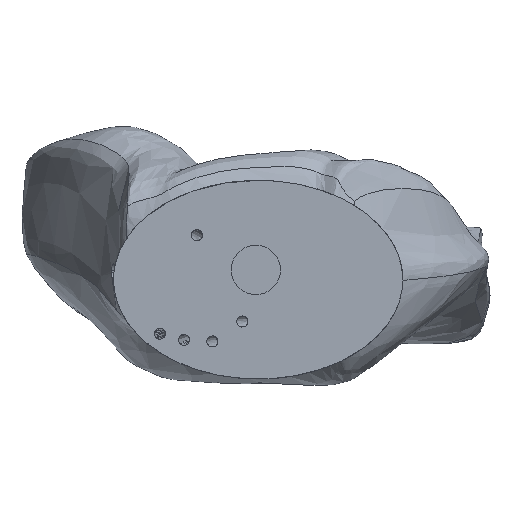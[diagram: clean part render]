
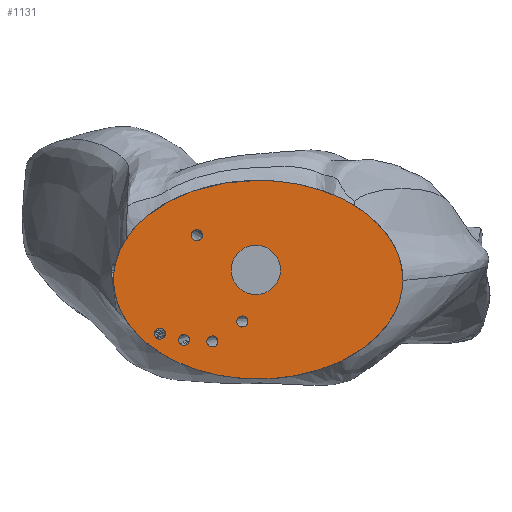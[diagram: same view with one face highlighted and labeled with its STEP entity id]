
A CAD part, front view. The second image highlights one B-rep face of the part: STEP entity #1131.
In plain terms, the highlighted planar face has unit normal (0, -1, 0).
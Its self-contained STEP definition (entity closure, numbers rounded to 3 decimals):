
#62=ELLIPSE('',#1157,26.195,18.);
#63=ELLIPSE('',#1158,26.195,18.);
#268=B_SPLINE_CURVE_WITH_KNOTS('',3,(#2258,#2259,#2260,#2261,#2262,#2263,
#2264,#2265,#2266,#2267),.UNSPECIFIED.,.T.,.F.,(4,1,1,1,1,1,1,4),(0.,
0.143,0.286,0.429,0.571,
0.714,0.857,1.),.UNSPECIFIED.);
#270=B_SPLINE_CURVE_WITH_KNOTS('',3,(#2321,#2322,#2323,#2324,#2325,#2326,
#2327,#2328,#2329,#2330),.UNSPECIFIED.,.T.,.F.,(4,1,1,1,1,1,1,4),(0.,
0.143,0.286,0.429,0.571,
0.714,0.857,1.),.UNSPECIFIED.);
#273=B_SPLINE_CURVE_WITH_KNOTS('',3,(#2401,#2402,#2403,#2404,#2405,#2406,
#2407,#2408,#2409,#2410,#2411),.UNSPECIFIED.,.T.,.F.,(4,1,1,1,1,1,1,1,4),
(-1.,-0.929,-0.857,-0.714,-0.571,
-0.429,-0.286,-0.143,0.),
 .UNSPECIFIED.);
#274=B_SPLINE_CURVE_WITH_KNOTS('',3,(#2457,#2458,#2459,#2460,#2461,#2462,
#2463,#2464,#2465,#2466,#2467),.UNSPECIFIED.,.T.,.F.,(4,1,1,1,1,1,1,1,4),
(0.,0.143,0.286,0.429,
0.571,0.714,0.857,0.929,
1.),.UNSPECIFIED.);
#276=B_SPLINE_CURVE_WITH_KNOTS('',3,(#2526,#2527,#2528,#2529,#2530,#2531,
#2532,#2533,#2534,#2535,#2536),.UNSPECIFIED.,.T.,.F.,(4,1,1,1,1,1,1,1,4),
(0.,0.143,0.286,0.429,
0.571,0.714,0.857,0.929,
1.),.UNSPECIFIED.);
#335=PLANE('',#1186);
#345=FACE_BOUND('',#477,.T.);
#346=FACE_BOUND('',#478,.T.);
#347=FACE_BOUND('',#479,.T.);
#348=FACE_BOUND('',#480,.T.);
#349=FACE_BOUND('',#481,.T.);
#350=FACE_BOUND('',#482,.T.);
#413=FACE_OUTER_BOUND('',#476,.T.);
#476=EDGE_LOOP('',(#989,#990));
#477=EDGE_LOOP('',(#991));
#478=EDGE_LOOP('',(#992));
#479=EDGE_LOOP('',(#993));
#480=EDGE_LOOP('',(#994));
#481=EDGE_LOOP('',(#995));
#482=EDGE_LOOP('',(#996));
#508=CIRCLE('',#1145,4.459);
#529=VERTEX_POINT('',#1413);
#555=VERTEX_POINT('',#1874);
#556=VERTEX_POINT('',#1877);
#566=VERTEX_POINT('',#2257);
#568=VERTEX_POINT('',#2320);
#571=VERTEX_POINT('',#2399);
#572=VERTEX_POINT('',#2456);
#574=VERTEX_POINT('',#2525);
#630=EDGE_CURVE('',#529,#529,#508,.T.);
#667=EDGE_CURVE('',#556,#555,#62,.T.);
#668=EDGE_CURVE('',#555,#556,#63,.T.);
#682=EDGE_CURVE('',#566,#566,#268,.T.);
#685=EDGE_CURVE('',#568,#568,#270,.T.);
#690=EDGE_CURVE('',#571,#571,#273,.T.);
#691=EDGE_CURVE('',#572,#572,#274,.T.);
#694=EDGE_CURVE('',#574,#574,#276,.T.);
#989=ORIENTED_EDGE('',*,*,#667,.T.);
#990=ORIENTED_EDGE('',*,*,#668,.T.);
#991=ORIENTED_EDGE('',*,*,#630,.T.);
#992=ORIENTED_EDGE('',*,*,#682,.T.);
#993=ORIENTED_EDGE('',*,*,#685,.T.);
#994=ORIENTED_EDGE('',*,*,#690,.T.);
#995=ORIENTED_EDGE('',*,*,#691,.T.);
#996=ORIENTED_EDGE('',*,*,#694,.T.);
#1131=ADVANCED_FACE('',(#413,#345,#346,#347,#348,#349,#350),#335,.T.);
#1145=AXIS2_PLACEMENT_3D('',#1414,#1208,#1209);
#1157=AXIS2_PLACEMENT_3D('',#1878,#1244,#1245);
#1158=AXIS2_PLACEMENT_3D('',#1879,#1246,#1247);
#1186=AXIS2_PLACEMENT_3D('',#2682,#1370,#1371);
#1208=DIRECTION('center_axis',(0.,1.,0.));
#1209=DIRECTION('ref_axis',(1.,0.,0.));
#1244=DIRECTION('center_axis',(0.,-1.,0.));
#1245=DIRECTION('ref_axis',(1.,0.,0.));
#1246=DIRECTION('center_axis',(0.,-1.,0.));
#1247=DIRECTION('ref_axis',(1.,0.,0.));
#1370=DIRECTION('center_axis',(0.,-1.,0.));
#1371=DIRECTION('ref_axis',(0.,0.,-1.));
#1413=CARTESIAN_POINT('',(0.976,-12.,6.736));
#1414=CARTESIAN_POINT('Origin',(-3.482,-12.,6.736));
#1874=CARTESIAN_POINT('',(-29.242,-12.,4.963));
#1877=CARTESIAN_POINT('',(-3.047,-12.,22.963));
#1878=CARTESIAN_POINT('Origin',(-3.047,-12.,4.963));
#1879=CARTESIAN_POINT('Origin',(-3.047,-12.,4.963));
#2257=CARTESIAN_POINT('',(-13.161,-12.,12.997));
#2258=CARTESIAN_POINT('Ctrl Pts',(-13.16,-12.,12.996));
#2259=CARTESIAN_POINT('Ctrl Pts',(-13.16,-12.,12.698));
#2260=CARTESIAN_POINT('Ctrl Pts',(-13.448,-12.,12.1));
#2261=CARTESIAN_POINT('Ctrl Pts',(-14.415,-12.,11.883));
#2262=CARTESIAN_POINT('Ctrl Pts',(-15.194,-12.,12.5));
#2263=CARTESIAN_POINT('Ctrl Pts',(-15.191,-12.,13.493));
#2264=CARTESIAN_POINT('Ctrl Pts',(-14.416,-12.,14.115));
#2265=CARTESIAN_POINT('Ctrl Pts',(-13.448,-12.,13.891));
#2266=CARTESIAN_POINT('Ctrl Pts',(-13.16,-12.,13.295));
#2267=CARTESIAN_POINT('Ctrl Pts',(-13.16,-12.,12.996));
#2320=CARTESIAN_POINT('',(-19.842,-12.,-4.804));
#2321=CARTESIAN_POINT('Ctrl Pts',(-19.841,-12.,-4.805));
#2322=CARTESIAN_POINT('Ctrl Pts',(-19.841,-12.,-5.103));
#2323=CARTESIAN_POINT('Ctrl Pts',(-20.128,-12.,-5.699));
#2324=CARTESIAN_POINT('Ctrl Pts',(-21.097,-12.,-5.922));
#2325=CARTESIAN_POINT('Ctrl Pts',(-21.871,-12.,-5.3));
#2326=CARTESIAN_POINT('Ctrl Pts',(-21.875,-12.,-4.306));
#2327=CARTESIAN_POINT('Ctrl Pts',(-21.095,-12.,-3.687));
#2328=CARTESIAN_POINT('Ctrl Pts',(-20.128,-12.,-3.91));
#2329=CARTESIAN_POINT('Ctrl Pts',(-19.841,-12.,-4.506));
#2330=CARTESIAN_POINT('Ctrl Pts',(-19.841,-12.,-4.805));
#2399=CARTESIAN_POINT('',(-15.481,-12.,-5.94));
#2401=CARTESIAN_POINT('Ctrl Pts',(-15.481,-12.,-5.94));
#2402=CARTESIAN_POINT('Ctrl Pts',(-15.48,-12.,-6.09));
#2403=CARTESIAN_POINT('Ctrl Pts',(-15.551,-12.,-6.389));
#2404=CARTESIAN_POINT('Ctrl Pts',(-15.93,-12.,-6.872));
#2405=CARTESIAN_POINT('Ctrl Pts',(-16.735,-12.,-7.054));
#2406=CARTESIAN_POINT('Ctrl Pts',(-17.515,-12.,-6.436));
#2407=CARTESIAN_POINT('Ctrl Pts',(-17.511,-12.,-5.443));
#2408=CARTESIAN_POINT('Ctrl Pts',(-16.737,-12.,-4.822));
#2409=CARTESIAN_POINT('Ctrl Pts',(-15.767,-12.,-5.046));
#2410=CARTESIAN_POINT('Ctrl Pts',(-15.482,-12.,-5.642));
#2411=CARTESIAN_POINT('Ctrl Pts',(-15.481,-12.,-5.94));
#2456=CARTESIAN_POINT('',(-10.331,-12.,-6.22));
#2457=CARTESIAN_POINT('Ctrl Pts',(-10.33,-12.,-6.219));
#2458=CARTESIAN_POINT('Ctrl Pts',(-10.331,-12.,-6.518));
#2459=CARTESIAN_POINT('Ctrl Pts',(-10.616,-12.,-7.114));
#2460=CARTESIAN_POINT('Ctrl Pts',(-11.586,-12.,-7.338));
#2461=CARTESIAN_POINT('Ctrl Pts',(-12.36,-12.,-6.716));
#2462=CARTESIAN_POINT('Ctrl Pts',(-12.364,-12.,-5.723));
#2463=CARTESIAN_POINT('Ctrl Pts',(-11.585,-12.,-5.106));
#2464=CARTESIAN_POINT('Ctrl Pts',(-10.78,-12.,-5.288));
#2465=CARTESIAN_POINT('Ctrl Pts',(-10.4,-12.,-5.77));
#2466=CARTESIAN_POINT('Ctrl Pts',(-10.33,-12.,-6.07));
#2467=CARTESIAN_POINT('Ctrl Pts',(-10.33,-12.,-6.219));
#2525=CARTESIAN_POINT('',(-4.919,-12.,-2.605));
#2526=CARTESIAN_POINT('Ctrl Pts',(-4.918,-12.,-2.604));
#2527=CARTESIAN_POINT('Ctrl Pts',(-4.919,-12.,-2.903));
#2528=CARTESIAN_POINT('Ctrl Pts',(-5.204,-12.,-3.499));
#2529=CARTESIAN_POINT('Ctrl Pts',(-6.174,-12.,-3.723));
#2530=CARTESIAN_POINT('Ctrl Pts',(-6.948,-12.,-3.101));
#2531=CARTESIAN_POINT('Ctrl Pts',(-6.952,-12.,-2.108));
#2532=CARTESIAN_POINT('Ctrl Pts',(-6.173,-12.,-1.491));
#2533=CARTESIAN_POINT('Ctrl Pts',(-5.368,-12.,-1.673));
#2534=CARTESIAN_POINT('Ctrl Pts',(-4.988,-12.,-2.156));
#2535=CARTESIAN_POINT('Ctrl Pts',(-4.918,-12.,-2.455));
#2536=CARTESIAN_POINT('Ctrl Pts',(-4.918,-12.,-2.604));
#2682=CARTESIAN_POINT('Origin',(-3.047,-12.,4.963));
